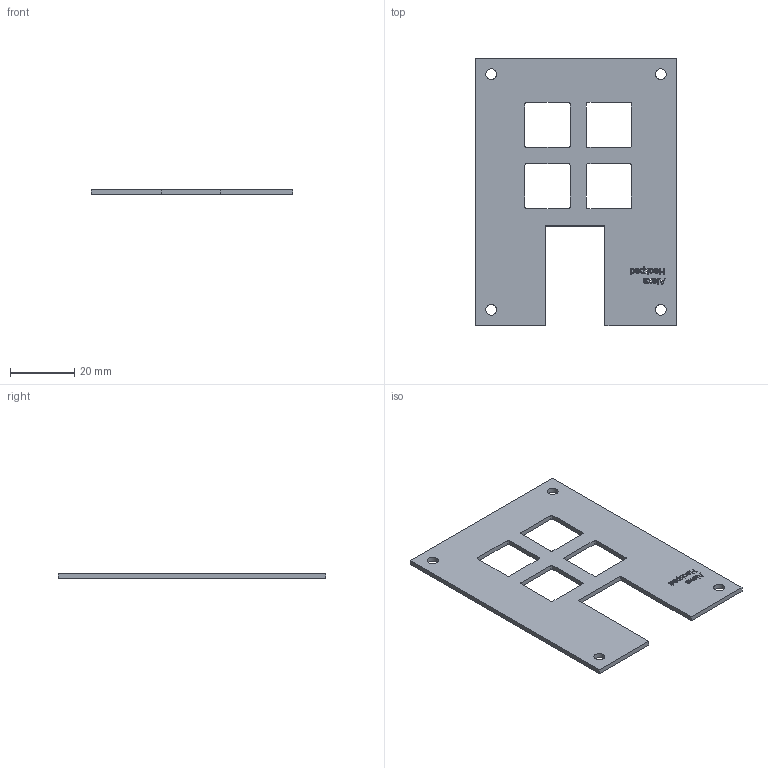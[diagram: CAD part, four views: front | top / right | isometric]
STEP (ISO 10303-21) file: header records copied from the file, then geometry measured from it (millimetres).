
FILE_DESCRIPTION(/* description */ (''),/* implementation_level */ '2;1');
FILE_NAME(/* name */ 'lid.step',/* time_stamp */ '2025-12-03T09:20:27-06:00',/* author */ (''),/* organization */ (''),/* preprocessor_version */ 'ST-DEVELOPER v20.1',/* originating_system */ 'Autodesk Translation Framework v14.21.0.0',/* authorisation */ '');
FILE_SCHEMA (('AUTOMOTIVE_DESIGN { 1 0 10303 214 3 1 1 }'));
Length unit declared in the file: millimetre
Products named in the file (1): 2025-12-02-21-33-12-306
Bounding box: 62.6 x 83.1 x 1.5 mm (x, y, z)
Volume: 5696.3 mm3; surface area: 8674.4 mm2
Topology: 7 solids, 7 shells, 305 faces, 873 edges, 582 vertices
Faces by surface type: bspline 170, plane 115, cylinder 20
Full cylindrical faces by diameter (mm): 3.4 x4
Entity records: 11920 total; most frequent: CARTESIAN_POINT 4977, ORIENTED_EDGE 1746, EDGE_CURVE 873, DIRECTION 845, VERTEX_POINT 582, LINE 493, VECTOR 493, EDGE_LOOP 345
